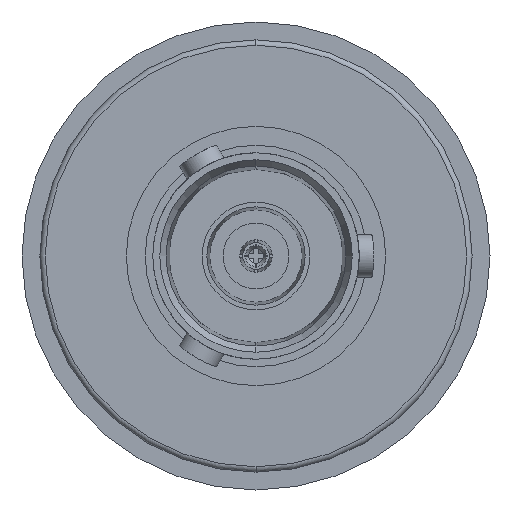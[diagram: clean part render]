
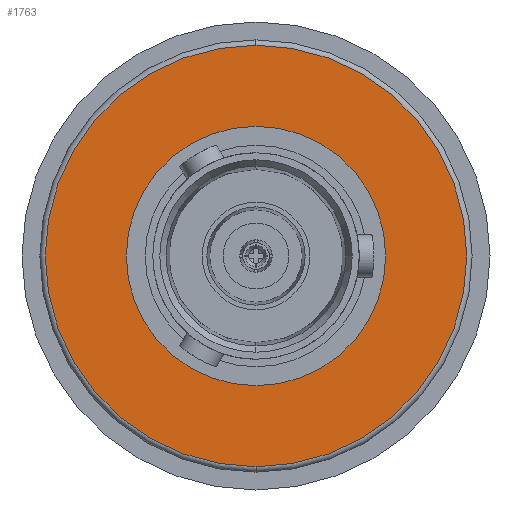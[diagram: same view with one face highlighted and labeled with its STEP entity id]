
A CAD part, left-side view. The second image highlights one B-rep face of the part: STEP entity #1763.
In plain terms, the highlighted planar face has unit normal (-1, 0, 0).
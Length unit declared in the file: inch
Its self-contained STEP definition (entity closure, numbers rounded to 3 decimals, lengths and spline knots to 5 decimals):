
#1031 = DIRECTION ( 'NONE',  ( 1., 0., 0. ) ) ;
#1763 = ADVANCED_FACE ( 'NONE', ( #11050, #7469 ), #19979, .F. ) ;
#1995 = EDGE_CURVE ( 'NONE', #3231, #11658, #7975, .T. ) ;
#2236 = CIRCLE ( 'NONE', #18131, 0.39 ) ;
#2942 = VERTEX_POINT ( 'NONE', #10955 ) ;
#3156 = CARTESIAN_POINT ( 'NONE',  ( -0.86496, 0., 0. ) ) ;
#3231 = VERTEX_POINT ( 'NONE', #10249 ) ;
#4084 = DIRECTION ( 'NONE',  ( 0., 0., -1. ) ) ;
#4387 = EDGE_CURVE ( 'NONE', #2942, #4804, #16138, .T. ) ;
#4753 = ORIENTED_EDGE ( 'NONE', *, *, #1995, .F. ) ;
#4804 = VERTEX_POINT ( 'NONE', #18357 ) ;
#6177 = CARTESIAN_POINT ( 'NONE',  ( -0.86496, 0., 0. ) ) ;
#6821 = DIRECTION ( 'NONE',  ( 0., 0., -1. ) ) ;
#7469 = FACE_OUTER_BOUND ( 'NONE', #10070, .T. ) ;
#7820 = ORIENTED_EDGE ( 'NONE', *, *, #17121, .F. ) ;
#7975 = CIRCLE ( 'NONE', #16831, 0.24 ) ;
#8082 = DIRECTION ( 'NONE',  ( 0., 0., -1. ) ) ;
#9374 = EDGE_CURVE ( 'NONE', #4804, #2942, #2236, .T. ) ;
#9795 = ORIENTED_EDGE ( 'NONE', *, *, #9374, .F. ) ;
#10070 = EDGE_LOOP ( 'NONE', ( #9795, #19756 ) ) ;
#10249 = CARTESIAN_POINT ( 'NONE',  ( -0.86496, 0., -0.24 ) ) ;
#10955 = CARTESIAN_POINT ( 'NONE',  ( -0.86496, 0., 0.39 ) ) ;
#11050 = FACE_BOUND ( 'NONE', #15057, .T. ) ;
#11658 = VERTEX_POINT ( 'NONE', #21473 ) ;
#12387 = CARTESIAN_POINT ( 'NONE',  ( -0.86496, 0., 0. ) ) ;
#13461 = DIRECTION ( 'NONE',  ( -1., 0., 0. ) ) ;
#13694 = DIRECTION ( 'NONE',  ( 0., 0., 1. ) ) ;
#15057 = EDGE_LOOP ( 'NONE', ( #7820, #4753 ) ) ;
#15328 = CIRCLE ( 'NONE', #20546, 0.24 ) ;
#15428 = DIRECTION ( 'NONE',  ( -1., 0., 0. ) ) ;
#15609 = DIRECTION ( 'NONE',  ( 1., 0., 0. ) ) ;
#16138 = CIRCLE ( 'NONE', #16887, 0.39 ) ;
#16831 = AXIS2_PLACEMENT_3D ( 'NONE', #3156, #15428, #13694 ) ;
#16864 = CARTESIAN_POINT ( 'NONE',  ( -0.86496, 0., 0. ) ) ;
#16887 = AXIS2_PLACEMENT_3D ( 'NONE', #16864, #1031, #8082 ) ;
#17121 = EDGE_CURVE ( 'NONE', #11658, #3231, #15328, .T. ) ;
#18131 = AXIS2_PLACEMENT_3D ( 'NONE', #12387, #15609, #6821 ) ;
#18357 = CARTESIAN_POINT ( 'NONE',  ( -0.86496, 0., -0.39 ) ) ;
#19756 = ORIENTED_EDGE ( 'NONE', *, *, #4387, .F. ) ;
#19979 = PLANE ( 'NONE',  #22772 ) ;
#20200 = DIRECTION ( 'NONE',  ( 1., 0., 0. ) ) ;
#20536 = DIRECTION ( 'NONE',  ( 0., 0., 1. ) ) ;
#20546 = AXIS2_PLACEMENT_3D ( 'NONE', #6177, #13461, #20536 ) ;
#21473 = CARTESIAN_POINT ( 'NONE',  ( -0.86496, 0., 0.24 ) ) ;
#21601 = CARTESIAN_POINT ( 'NONE',  ( -0.86496, 0.39, 0. ) ) ;
#22772 = AXIS2_PLACEMENT_3D ( 'NONE', #21601, #20200, #4084 ) ;
